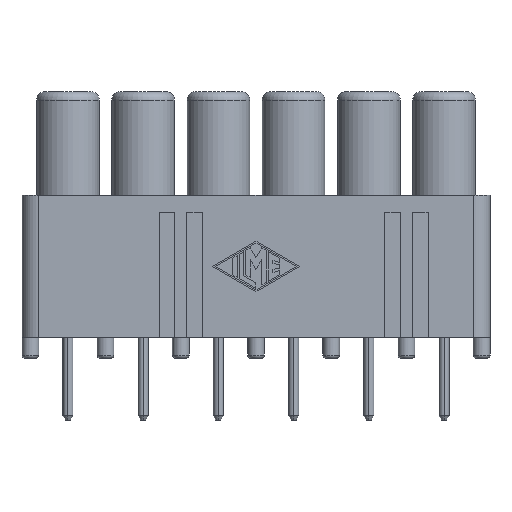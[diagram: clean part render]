
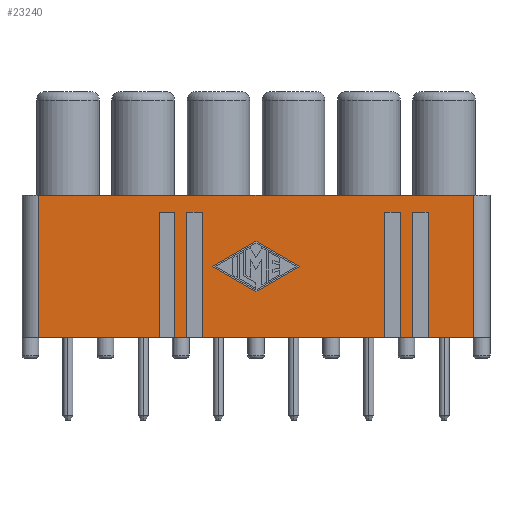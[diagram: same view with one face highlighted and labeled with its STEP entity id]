
A CAD part, front view. The second image highlights one B-rep face of the part: STEP entity #23240.
In plain terms, the highlighted face is planar.
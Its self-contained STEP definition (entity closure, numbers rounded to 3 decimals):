
#1200=CARTESIAN_POINT('',(49.447,59.285,0.));
#1210=VERTEX_POINT('',#1200);
#1240=CARTESIAN_POINT('',(0.,59.285,0.));
#1250=DIRECTION('',(-1.,0.,0.));
#1260=VECTOR('',#1250,1.);
#1270=LINE('',#1240,#1260);
#1280=CARTESIAN_POINT('',(23.447,59.285,0.));
#1290=VERTEX_POINT('',#1280);
#1300=EDGE_CURVE('',#1210,#1290,#1270,.T.);
#4400=CARTESIAN_POINT('',(23.447,59.285,8.5));
#4410=VERTEX_POINT('',#4400);
#4440=CARTESIAN_POINT('',(0.,59.285,8.5));
#4450=DIRECTION('',(1.,0.,0.));
#4460=VECTOR('',#4450,1.);
#4470=LINE('',#4440,#4460);
#4480=CARTESIAN_POINT('',(30.647,59.285,8.5));
#4490=VERTEX_POINT('',#4480);
#4500=EDGE_CURVE('',#4410,#4490,#4470,.T.);
#4720=CARTESIAN_POINT('',(31.597,59.285,8.5));
#4730=VERTEX_POINT('',#4720);
#4760=CARTESIAN_POINT('',(32.297,59.285,8.5));
#4770=VERTEX_POINT('',#4760);
#4780=EDGE_CURVE('',#4730,#4770,#4470,.T.);
#5000=CARTESIAN_POINT('',(33.247,59.285,8.5));
#5010=VERTEX_POINT('',#5000);
#5040=CARTESIAN_POINT('',(44.147,59.285,8.5));
#5050=VERTEX_POINT('',#5040);
#5060=EDGE_CURVE('',#5010,#5050,#4470,.T.);
#5280=CARTESIAN_POINT('',(45.097,59.285,8.5));
#5290=VERTEX_POINT('',#5280);
#5320=CARTESIAN_POINT('',(0.,59.285,8.5));
#5330=DIRECTION('',(-1.,0.,0.));
#5340=VECTOR('',#5330,1.);
#5350=LINE('',#5320,#5340);
#5360=CARTESIAN_POINT('',(45.797,59.285,8.5));
#5370=VERTEX_POINT('',#5360);
#5380=EDGE_CURVE('',#5370,#5290,#5350,.T.);
#5600=CARTESIAN_POINT('',(46.747,59.285,8.5));
#5610=VERTEX_POINT('',#5600);
#5640=CARTESIAN_POINT('',(0.,59.285,8.5));
#5650=DIRECTION('',(1.,0.,0.));
#5660=VECTOR('',#5650,1.);
#5670=LINE('',#5640,#5660);
#5680=CARTESIAN_POINT('',(49.447,59.285,8.5));
#5690=VERTEX_POINT('',#5680);
#5700=EDGE_CURVE('',#5610,#5690,#5670,.T.);
#14210=CARTESIAN_POINT('',(32.297,59.285,0.));
#14220=DIRECTION('',(0.,0.,-1.));
#14230=VECTOR('',#14220,1.);
#14240=LINE('',#14210,#14230);
#14250=CARTESIAN_POINT('',(32.297,59.285,1.));
#14260=VERTEX_POINT('',#14250);
#14270=EDGE_CURVE('',#4770,#14260,#14240,.T.);
#14950=CARTESIAN_POINT('',(33.247,59.285,1.));
#14960=VERTEX_POINT('',#14950);
#14990=CARTESIAN_POINT('',(33.247,59.285,0.));
#15000=DIRECTION('',(0.,0.,1.));
#15010=VECTOR('',#15000,1.);
#15020=LINE('',#14990,#15010);
#15030=EDGE_CURVE('',#14960,#5010,#15020,.T.);
#15170=CARTESIAN_POINT('',(31.597,59.285,1.));
#15180=VERTEX_POINT('',#15170);
#15260=CARTESIAN_POINT('',(30.647,59.285,1.));
#15270=VERTEX_POINT('',#15260);
#15300=CARTESIAN_POINT('',(0.,59.285,1.));
#15310=DIRECTION('',(1.,0.,0.));
#15320=VECTOR('',#15310,1.);
#15330=LINE('',#15300,#15320);
#15340=EDGE_CURVE('',#15270,#15180,#15330,.T.);
#15470=CARTESIAN_POINT('',(31.597,59.285,0.));
#15480=DIRECTION('',(0.,0.,1.));
#15490=VECTOR('',#15480,1.);
#15500=LINE('',#15470,#15490);
#15510=EDGE_CURVE('',#15180,#4730,#15500,.T.);
#15680=CARTESIAN_POINT('',(0.,59.285,1.));
#15690=DIRECTION('',(1.,0.,0.));
#15700=VECTOR('',#15690,1.);
#15710=LINE('',#15680,#15700);
#15720=EDGE_CURVE('',#14260,#14960,#15710,.T.);
#22100=CARTESIAN_POINT('',(22.447,59.285,0.));
#22110=DIRECTION('',(-0.,1.,0.));
#22120=DIRECTION('',(1.,0.,0.));
#22130=AXIS2_PLACEMENT_3D('',#22100,#22110,#22120);
#22140=PLANE('',#22130);
#22150=ORIENTED_EDGE('',*,*,#15030,.T.);
#22160=ORIENTED_EDGE('',*,*,#15720,.T.);
#22170=ORIENTED_EDGE('',*,*,#14270,.T.);
#22180=ORIENTED_EDGE('',*,*,#4780,.T.);
#22190=ORIENTED_EDGE('',*,*,#15510,.T.);
#22200=ORIENTED_EDGE('',*,*,#15340,.T.);
#22210=CARTESIAN_POINT('',(30.647,59.285,0.));
#22220=DIRECTION('',(0.,0.,-1.));
#22230=VECTOR('',#22220,1.);
#22240=LINE('',#22210,#22230);
#22250=EDGE_CURVE('',#4490,#15270,#22240,.T.);
#22260=ORIENTED_EDGE('',*,*,#22250,.T.);
#22270=ORIENTED_EDGE('',*,*,#4500,.T.);
#22280=CARTESIAN_POINT('',(23.447,59.285,0.));
#22290=DIRECTION('',(0.,0.,1.));
#22300=VECTOR('',#22290,1.);
#22310=LINE('',#22280,#22300);
#22320=EDGE_CURVE('',#1290,#4410,#22310,.T.);
#22330=ORIENTED_EDGE('',*,*,#22320,.T.);
#22340=ORIENTED_EDGE('',*,*,#1300,.T.);
#22350=CARTESIAN_POINT('',(49.447,59.285,0.));
#22360=DIRECTION('',(0.,0.,1.));
#22370=VECTOR('',#22360,1.);
#22380=LINE('',#22350,#22370);
#22390=EDGE_CURVE('',#1210,#5690,#22380,.T.);
#22400=ORIENTED_EDGE('',*,*,#22390,.F.);
#22410=ORIENTED_EDGE('',*,*,#5700,.T.);
#22420=CARTESIAN_POINT('',(46.747,59.285,0.));
#22430=DIRECTION('',(0.,0.,-1.));
#22440=VECTOR('',#22430,1.);
#22450=LINE('',#22420,#22440);
#22460=CARTESIAN_POINT('',(46.747,59.285,1.));
#22470=VERTEX_POINT('',#22460);
#22480=EDGE_CURVE('',#5610,#22470,#22450,.T.);
#22490=ORIENTED_EDGE('',*,*,#22480,.F.);
#22500=CARTESIAN_POINT('',(0.,59.285,1.));
#22510=DIRECTION('',(1.,0.,0.));
#22520=VECTOR('',#22510,1.);
#22530=LINE('',#22500,#22520);
#22540=CARTESIAN_POINT('',(45.797,59.285,1.));
#22550=VERTEX_POINT('',#22540);
#22560=EDGE_CURVE('',#22550,#22470,#22530,.T.);
#22570=ORIENTED_EDGE('',*,*,#22560,.T.);
#22580=CARTESIAN_POINT('',(45.797,59.285,0.));
#22590=DIRECTION('',(0.,0.,1.));
#22600=VECTOR('',#22590,1.);
#22610=LINE('',#22580,#22600);
#22620=EDGE_CURVE('',#22550,#5370,#22610,.T.);
#22630=ORIENTED_EDGE('',*,*,#22620,.F.);
#22640=ORIENTED_EDGE('',*,*,#5380,.F.);
#22650=CARTESIAN_POINT('',(45.097,59.285,0.));
#22660=DIRECTION('',(0.,0.,-1.));
#22670=VECTOR('',#22660,1.);
#22680=LINE('',#22650,#22670);
#22690=CARTESIAN_POINT('',(45.097,59.285,1.));
#22700=VERTEX_POINT('',#22690);
#22710=EDGE_CURVE('',#5290,#22700,#22680,.T.);
#22720=ORIENTED_EDGE('',*,*,#22710,.F.);
#22730=CARTESIAN_POINT('',(0.,59.285,1.));
#22740=DIRECTION('',(1.,0.,0.));
#22750=VECTOR('',#22740,1.);
#22760=LINE('',#22730,#22750);
#22770=CARTESIAN_POINT('',(44.147,59.285,1.));
#22780=VERTEX_POINT('',#22770);
#22790=EDGE_CURVE('',#22780,#22700,#22760,.T.);
#22800=ORIENTED_EDGE('',*,*,#22790,.T.);
#22810=CARTESIAN_POINT('',(44.147,59.285,0.));
#22820=DIRECTION('',(0.,0.,1.));
#22830=VECTOR('',#22820,1.);
#22840=LINE('',#22810,#22830);
#22850=EDGE_CURVE('',#22780,#5050,#22840,.T.);
#22860=ORIENTED_EDGE('',*,*,#22850,.F.);
#22870=ORIENTED_EDGE('',*,*,#5060,.T.);
#22880=EDGE_LOOP('',(#22870,#22860,#22800,#22720,#22640,#22630,#22570,
#22490,#22410,#22400,#22340,#22330,#22270,#22260,#22200,#22190,#22180,
#22170,#22160,#22150));
#22890=FACE_OUTER_BOUND('',#22880,.T.);
#22900=CARTESIAN_POINT('',(0.,59.285,26.793));
#22910=DIRECTION('',(-0.866,0.,0.5));
#22920=VECTOR('',#22910,1.);
#22930=LINE('',#22900,#22920);
#22940=CARTESIAN_POINT('',(39.045,59.285,4.25))
;
#22950=VERTEX_POINT('',#22940);
#22960=CARTESIAN_POINT('',(36.447,59.285,5.75));
#22970=VERTEX_POINT('',#22960);
#22980=EDGE_CURVE('',#22950,#22970,#22930,.T.);
#22990=ORIENTED_EDGE('',*,*,#22980,.T.);
#23000=CARTESIAN_POINT('',(0.,59.285,-18.293));
#23010=DIRECTION('',(0.866,0.,0.5));
#23020=VECTOR('',#23010,1.);
#23030=LINE('',#23000,#23020);
#23040=CARTESIAN_POINT('',(36.447,59.285,2.75));
#23050=VERTEX_POINT('',#23040);
#23060=EDGE_CURVE('',#23050,#22950,#23030,.T.);
#23070=ORIENTED_EDGE('',*,*,#23060,.T.);
#23080=CARTESIAN_POINT('',(0.,59.285,23.793));
#23090=DIRECTION('',(0.866,0.,-0.5));
#23100=VECTOR('',#23090,1.);
#23110=LINE('',#23080,#23100);
#23120=CARTESIAN_POINT('',(33.849,59.285,4.25))
;
#23130=VERTEX_POINT('',#23120);
#23140=EDGE_CURVE('',#23130,#23050,#23110,.T.);
#23150=ORIENTED_EDGE('',*,*,#23140,.T.);
#23160=CARTESIAN_POINT('',(0.,59.285,-15.293));
#23170=DIRECTION('',(-0.866,0.,-0.5));
#23180=VECTOR('',#23170,1.);
#23190=LINE('',#23160,#23180);
#23200=EDGE_CURVE('',#22970,#23130,#23190,.T.);
#23210=ORIENTED_EDGE('',*,*,#23200,.T.);
#23220=EDGE_LOOP('',(#23210,#23150,#23070,#22990));
#23230=FACE_BOUND('',#23220,.T.);
#23240=ADVANCED_FACE('',(#22890,#23230),#22140,.T.);
